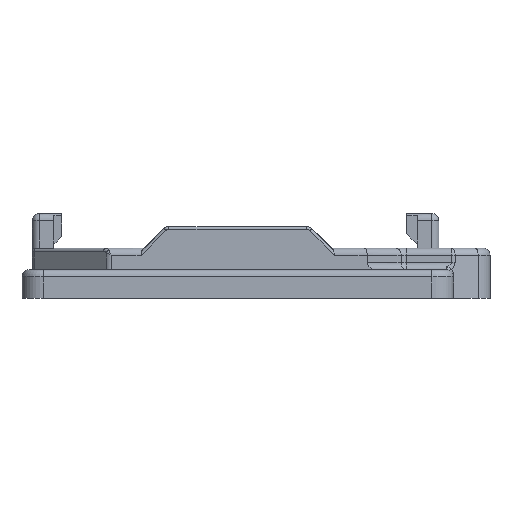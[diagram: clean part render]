
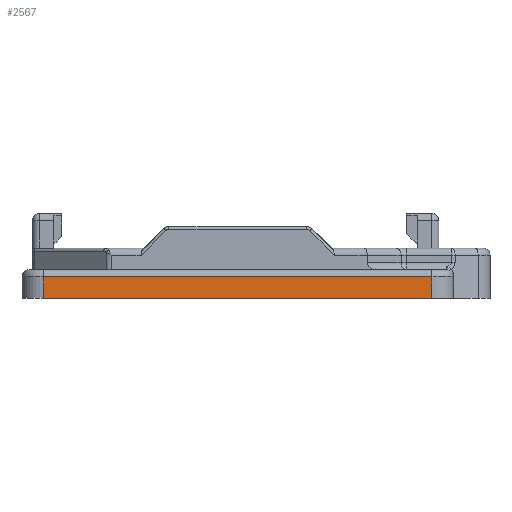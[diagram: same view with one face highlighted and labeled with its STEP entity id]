
A CAD part, front view. The second image highlights one B-rep face of the part: STEP entity #2567.
In plain terms, the highlighted planar face has unit normal (0, -1, 0).
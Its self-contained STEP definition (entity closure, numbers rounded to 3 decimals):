
#339 = CARTESIAN_POINT ( 'NONE',  ( 27., -36.57, -3. ) ) ;
#388 = DIRECTION ( 'NONE',  ( 0., 1., 0. ) ) ;
#409 = ORIENTED_EDGE ( 'NONE', *, *, #5395, .T. ) ;
#848 = DIRECTION ( 'NONE',  ( 0., 0., -1. ) ) ;
#934 = DIRECTION ( 'NONE',  ( 0., 0., 1. ) ) ;
#1229 = AXIS2_PLACEMENT_3D ( 'NONE', #4355, #388, #934 ) ;
#1256 = VERTEX_POINT ( 'NONE', #1515 ) ;
#1314 = LINE ( 'NONE', #3809, #2065 ) ;
#1335 = CARTESIAN_POINT ( 'NONE',  ( 27., -36.57, -7. ) ) ;
#1376 = PLANE ( 'NONE',  #1229 ) ;
#1515 = CARTESIAN_POINT ( 'NONE',  ( -27., -36.57, -4. ) ) ;
#1541 = LINE ( 'NONE', #339, #2863 ) ;
#1884 = ORIENTED_EDGE ( 'NONE', *, *, #3486, .T. ) ;
#2065 = VECTOR ( 'NONE', #848, 1000. ) ;
#2316 = EDGE_LOOP ( 'NONE', ( #409, #1884, #3210, #3069 ) ) ;
#2337 = LINE ( 'NONE', #4047, #2746 ) ;
#2534 = EDGE_CURVE ( 'NONE', #3411, #4470, #2337, .T. ) ;
#2567 = ADVANCED_FACE ( 'NONE', ( #4178 ), #1376, .F. ) ;
#2746 = VECTOR ( 'NONE', #2833, 1000. ) ;
#2833 = DIRECTION ( 'NONE',  ( 1., 0., 0. ) ) ;
#2863 = VECTOR ( 'NONE', #4972, 1000. ) ;
#3068 = VECTOR ( 'NONE', #3706, 1000. ) ;
#3069 = ORIENTED_EDGE ( 'NONE', *, *, #2534, .T. ) ;
#3122 = CARTESIAN_POINT ( 'NONE',  ( -27., -36.57, -7. ) ) ;
#3210 = ORIENTED_EDGE ( 'NONE', *, *, #4028, .T. ) ;
#3411 = VERTEX_POINT ( 'NONE', #3122 ) ;
#3486 = EDGE_CURVE ( 'NONE', #5463, #1256, #4174, .T. ) ;
#3706 = DIRECTION ( 'NONE',  ( -1., 0., 0. ) ) ;
#3809 = CARTESIAN_POINT ( 'NONE',  ( -27., -36.57, -7. ) ) ;
#4028 = EDGE_CURVE ( 'NONE', #1256, #3411, #1314, .T. ) ;
#4047 = CARTESIAN_POINT ( 'NONE',  ( 0., -36.57, -7. ) ) ;
#4142 = CARTESIAN_POINT ( 'NONE',  ( 27., -36.57, -4. ) ) ;
#4174 = LINE ( 'NONE', #4507, #3068 ) ;
#4178 = FACE_OUTER_BOUND ( 'NONE', #2316, .T. ) ;
#4355 = CARTESIAN_POINT ( 'NONE',  ( 0., -36.57, -3. ) ) ;
#4470 = VERTEX_POINT ( 'NONE', #1335 ) ;
#4507 = CARTESIAN_POINT ( 'NONE',  ( 0., -36.57, -4. ) ) ;
#4972 = DIRECTION ( 'NONE',  ( 0., 0., 1. ) ) ;
#5395 = EDGE_CURVE ( 'NONE', #4470, #5463, #1541, .T. ) ;
#5463 = VERTEX_POINT ( 'NONE', #4142 ) ;
